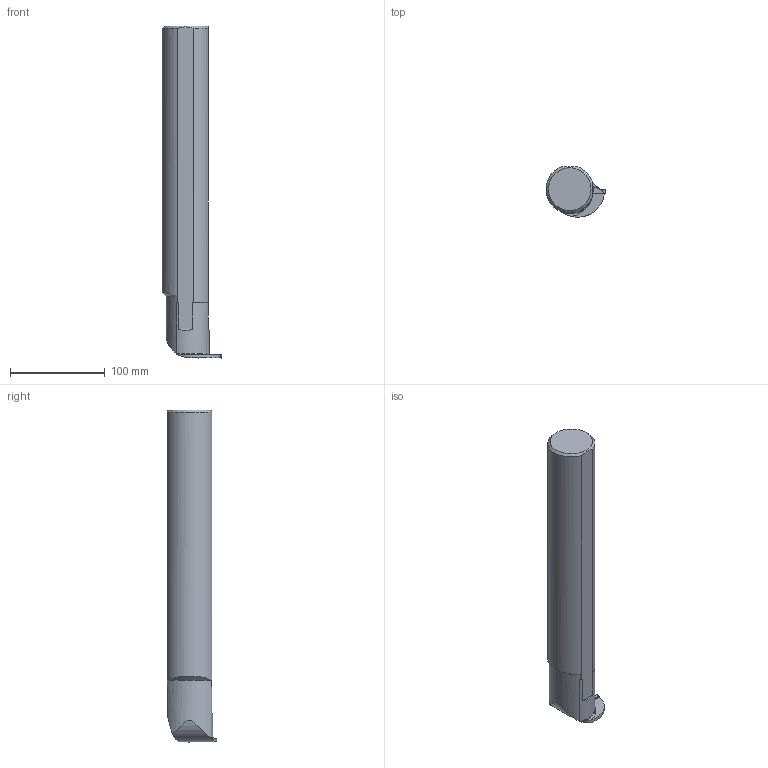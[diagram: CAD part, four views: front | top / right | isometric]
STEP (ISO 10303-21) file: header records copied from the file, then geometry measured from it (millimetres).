
FILE_DESCRIPTION(/* description */ (''),/* implementation_level */ '2;1');
FILE_NAME(/* name */ '1553661877203.stp',/* time_stamp */ '2019-03-27T10:15:29+06:00',/* author */ (''),/* organization */ ('SMS'),/* preprocessor_version */ 'ST-DEVELOPER v15',/* originating_system */ 'SIEMENS PLM Software NX 8.5',/* authorisation */ '');
FILE_SCHEMA (('AUTOMOTIVE_DESIGN { 1 0 10303 214 3 1 1 1 }'));
Length unit declared in the file: millimetre
Products named in the file (4): ASSEMBLY_CONSTRUCTION; 201539467mod000_00; 201700391mod000_00; 201700389mod000_00
Assembly tree (3 placements, depth 2):
  201700389mod000_00
    201700391mod000_00
    201539467mod000_00
    ASSEMBLY_CONSTRUCTION
Bounding box: 63.25 x 52.5 x 350 mm (x, y, z)
Volume: 649218.4 mm3; surface area: 58185.4 mm2
Topology: 2 solids, 2 shells, 73 faces, 208 edges, 145 vertices
Faces by surface type: plane 37, cylinder 16, bspline 9, cone 6, extrusion 4, torus 1
Entity records: 2800 total; most frequent: CARTESIAN_POINT 840, ORIENTED_EDGE 410, DIRECTION 336, EDGE_CURVE 205, VERTEX_POINT 137, AXIS2_PLACEMENT_3D 117, VECTOR 102, LINE 98
